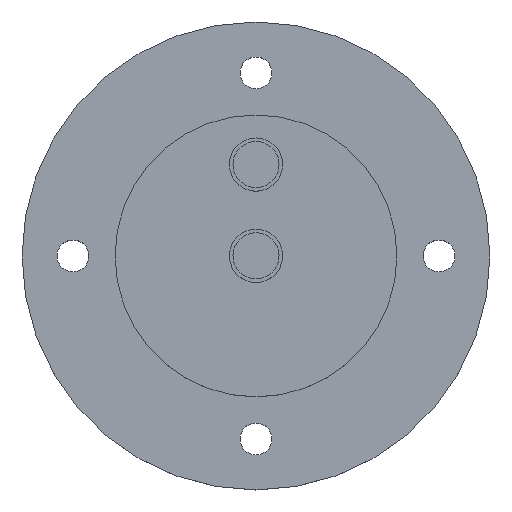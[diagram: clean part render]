
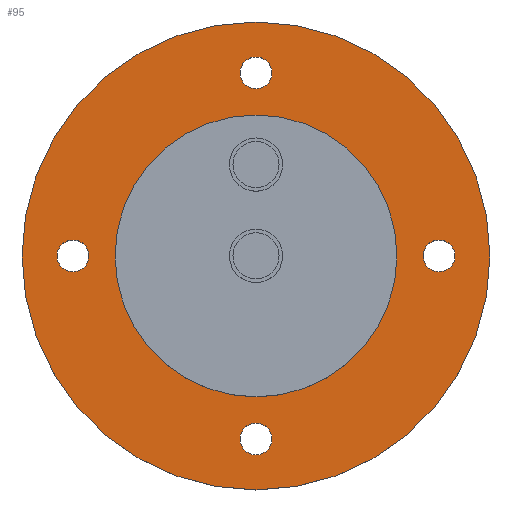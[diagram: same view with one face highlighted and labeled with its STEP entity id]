
A CAD part, top view. The second image highlights one B-rep face of the part: STEP entity #95.
In plain terms, the highlighted planar face has unit normal (0, 0, 1).
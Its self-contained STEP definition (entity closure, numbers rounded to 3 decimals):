
#55 = CIRCLE ( 'NONE', #819, 15.9 ) ;
#56 = DIRECTION ( 'NONE',  ( 0., 0., 1. ) ) ;
#59 = ORIENTED_EDGE ( 'NONE', *, *, #452, .F. ) ;
#67 = EDGE_LOOP ( 'NONE', ( #1494, #608 ) ) ;
#75 = DIRECTION ( 'NONE',  ( 1., 0., 0. ) ) ;
#78 = CARTESIAN_POINT ( 'NONE',  ( 20.65, 1.8, 37.8 ) ) ;
#93 = DIRECTION ( 'NONE',  ( 0., 0., 1. ) ) ;
#95 = ADVANCED_FACE ( 'NONE', ( #346, #1341, #992, #310, #1654, #1294 ), #1684, .T. ) ;
#108 = DIRECTION ( 'NONE',  ( 0., -1., 0. ) ) ;
#119 = CARTESIAN_POINT ( 'NONE',  ( 0., 0., 37.8 ) ) ;
#122 = CARTESIAN_POINT ( 'NONE',  ( 1.8, -20.65, 37.8 ) ) ;
#123 = CARTESIAN_POINT ( 'NONE',  ( 0., -20.65, 37.8 ) ) ;
#128 = AXIS2_PLACEMENT_3D ( 'NONE', #614, #170, #108 ) ;
#156 = EDGE_CURVE ( 'NONE', #1193, #236, #869, .T. ) ;
#170 = DIRECTION ( 'NONE',  ( 0., 0., 1. ) ) ;
#231 = EDGE_LOOP ( 'NONE', ( #1332, #320 ) ) ;
#236 = VERTEX_POINT ( 'NONE', #679 ) ;
#243 = CARTESIAN_POINT ( 'NONE',  ( 0., -20.65, 37.8 ) ) ;
#253 = VERTEX_POINT ( 'NONE', #597 ) ;
#255 = ORIENTED_EDGE ( 'NONE', *, *, #1342, .F. ) ;
#257 = CARTESIAN_POINT ( 'NONE',  ( 1.8, 20.65, 37.8 ) ) ;
#258 = VERTEX_POINT ( 'NONE', #78 ) ;
#260 = DIRECTION ( 'NONE',  ( -1., 0., 0. ) ) ;
#284 = ORIENTED_EDGE ( 'NONE', *, *, #1621, .F. ) ;
#292 = AXIS2_PLACEMENT_3D ( 'NONE', #123, #1034, #260 ) ;
#310 = FACE_BOUND ( 'NONE', #723, .T. ) ;
#313 = EDGE_CURVE ( 'NONE', #480, #1117, #1357, .T. ) ;
#320 = ORIENTED_EDGE ( 'NONE', *, *, #1528, .F. ) ;
#346 = FACE_BOUND ( 'NONE', #708, .T. ) ;
#347 = DIRECTION ( 'NONE',  ( 1., 0., 0. ) ) ;
#376 = DIRECTION ( 'NONE',  ( -1., 0., 0. ) ) ;
#379 = ORIENTED_EDGE ( 'NONE', *, *, #156, .T. ) ;
#412 = DIRECTION ( 'NONE',  ( 0., 0., 1. ) ) ;
#450 = VERTEX_POINT ( 'NONE', #1003 ) ;
#452 = EDGE_CURVE ( 'NONE', #253, #495, #545, .T. ) ;
#475 = CARTESIAN_POINT ( 'NONE',  ( 0., 0., 37.8 ) ) ;
#480 = VERTEX_POINT ( 'NONE', #502 ) ;
#495 = VERTEX_POINT ( 'NONE', #122 ) ;
#502 = CARTESIAN_POINT ( 'NONE',  ( -20.65, -1.8, 37.8 ) ) ;
#519 = AXIS2_PLACEMENT_3D ( 'NONE', #714, #1636, #846 ) ;
#545 = CIRCLE ( 'NONE', #583, 1.8 ) ;
#556 = VERTEX_POINT ( 'NONE', #664 ) ;
#575 = AXIS2_PLACEMENT_3D ( 'NONE', #836, #56, #963 ) ;
#578 = VERTEX_POINT ( 'NONE', #797 ) ;
#583 = AXIS2_PLACEMENT_3D ( 'NONE', #243, #1139, #376 ) ;
#597 = CARTESIAN_POINT ( 'NONE',  ( -1.8, -20.65, 37.8 ) ) ;
#605 = DIRECTION ( 'NONE',  ( 1., 0., 0. ) ) ;
#608 = ORIENTED_EDGE ( 'NONE', *, *, #313, .F. ) ;
#610 = AXIS2_PLACEMENT_3D ( 'NONE', #119, #1114, #347 ) ;
#614 = CARTESIAN_POINT ( 'NONE',  ( 20.65, 0., 37.8 ) ) ;
#620 = EDGE_CURVE ( 'NONE', #578, #1680, #1614, .T. ) ;
#660 = CIRCLE ( 'NONE', #1031, 15.9 ) ;
#664 = CARTESIAN_POINT ( 'NONE',  ( 15.9, 0., 37.8 ) ) ;
#669 = CIRCLE ( 'NONE', #1511, 26.4 ) ;
#671 = DIRECTION ( 'NONE',  ( 0., 0., 1. ) ) ;
#679 = CARTESIAN_POINT ( 'NONE',  ( 26.4, 0., 37.8 ) ) ;
#695 = DIRECTION ( 'NONE',  ( 0., 0., 1. ) ) ;
#703 = VERTEX_POINT ( 'NONE', #1179 ) ;
#708 = EDGE_LOOP ( 'NONE', ( #284, #255 ) ) ;
#714 = CARTESIAN_POINT ( 'NONE',  ( -20.65, 0., 37.8 ) ) ;
#722 = EDGE_LOOP ( 'NONE', ( #379, #1076 ) ) ;
#723 = EDGE_LOOP ( 'NONE', ( #1105, #1391 ) ) ;
#731 = CARTESIAN_POINT ( 'NONE',  ( 0., 0., 37.8 ) ) ;
#760 = EDGE_CURVE ( 'NONE', #450, #556, #55, .T. ) ;
#797 = CARTESIAN_POINT ( 'NONE',  ( -1.8, 20.65, 37.8 ) ) ;
#798 = EDGE_CURVE ( 'NONE', #236, #1193, #669, .T. ) ;
#819 = AXIS2_PLACEMENT_3D ( 'NONE', #1642, #853, #75 ) ;
#836 = CARTESIAN_POINT ( 'NONE',  ( -20.65, 0., 37.8 ) ) ;
#846 = DIRECTION ( 'NONE',  ( 0., 1., 0. ) ) ;
#853 = DIRECTION ( 'NONE',  ( 0., 0., 1. ) ) ;
#857 = DIRECTION ( 'NONE',  ( 1., 0., 0. ) ) ;
#869 = CIRCLE ( 'NONE', #960, 26.4 ) ;
#873 = CARTESIAN_POINT ( 'NONE',  ( 0., 0., 37.8 ) ) ;
#875 = EDGE_CURVE ( 'NONE', #1117, #480, #1228, .T. ) ;
#955 = CARTESIAN_POINT ( 'NONE',  ( -20.65, 1.8, 37.8 ) ) ;
#960 = AXIS2_PLACEMENT_3D ( 'NONE', #873, #93, #1001 ) ;
#963 = DIRECTION ( 'NONE',  ( 0., 1., 0. ) ) ;
#977 = CIRCLE ( 'NONE', #1066, 1.8 ) ;
#992 = FACE_BOUND ( 'NONE', #67, .T. ) ;
#1001 = DIRECTION ( 'NONE',  ( 1., 0., 0. ) ) ;
#1003 = CARTESIAN_POINT ( 'NONE',  ( -15.9, 0., 37.8 ) ) ;
#1031 = AXIS2_PLACEMENT_3D ( 'NONE', #731, #1646, #857 ) ;
#1034 = DIRECTION ( 'NONE',  ( 0., 0., 1. ) ) ;
#1066 = AXIS2_PLACEMENT_3D ( 'NONE', #1181, #412, #1308 ) ;
#1076 = ORIENTED_EDGE ( 'NONE', *, *, #798, .T. ) ;
#1105 = ORIENTED_EDGE ( 'NONE', *, *, #1318, .F. ) ;
#1114 = DIRECTION ( 'NONE',  ( 0., 0., 1. ) ) ;
#1117 = VERTEX_POINT ( 'NONE', #955 ) ;
#1139 = DIRECTION ( 'NONE',  ( 0., 0., 1. ) ) ;
#1179 = CARTESIAN_POINT ( 'NONE',  ( 20.65, -1.8, 37.8 ) ) ;
#1181 = CARTESIAN_POINT ( 'NONE',  ( 0., 20.65, 37.8 ) ) ;
#1193 = VERTEX_POINT ( 'NONE', #1677 ) ;
#1209 = ORIENTED_EDGE ( 'NONE', *, *, #1234, .F. ) ;
#1217 = CIRCLE ( 'NONE', #128, 1.8 ) ;
#1228 = CIRCLE ( 'NONE', #519, 1.8 ) ;
#1234 = EDGE_CURVE ( 'NONE', #495, #253, #1451, .T. ) ;
#1294 = FACE_BOUND ( 'NONE', #231, .T. ) ;
#1308 = DIRECTION ( 'NONE',  ( 1., 0., 0. ) ) ;
#1318 = EDGE_CURVE ( 'NONE', #1680, #578, #977, .T. ) ;
#1327 = AXIS2_PLACEMENT_3D ( 'NONE', #1448, #671, #1586 ) ;
#1332 = ORIENTED_EDGE ( 'NONE', *, *, #760, .F. ) ;
#1341 = FACE_BOUND ( 'NONE', #1480, .T. ) ;
#1342 = EDGE_CURVE ( 'NONE', #258, #703, #1638, .T. ) ;
#1357 = CIRCLE ( 'NONE', #575, 1.8 ) ;
#1384 = DIRECTION ( 'NONE',  ( 0., 0., 1. ) ) ;
#1391 = ORIENTED_EDGE ( 'NONE', *, *, #620, .F. ) ;
#1448 = CARTESIAN_POINT ( 'NONE',  ( 20.65, 0., 37.8 ) ) ;
#1451 = CIRCLE ( 'NONE', #292, 1.8 ) ;
#1470 = CARTESIAN_POINT ( 'NONE',  ( 0., 20.65, 37.8 ) ) ;
#1480 = EDGE_LOOP ( 'NONE', ( #59, #1209 ) ) ;
#1494 = ORIENTED_EDGE ( 'NONE', *, *, #875, .F. ) ;
#1511 = AXIS2_PLACEMENT_3D ( 'NONE', #475, #1384, #605 ) ;
#1528 = EDGE_CURVE ( 'NONE', #556, #450, #660, .T. ) ;
#1586 = DIRECTION ( 'NONE',  ( 0., -1., 0. ) ) ;
#1610 = DIRECTION ( 'NONE',  ( 1., 0., 0. ) ) ;
#1614 = CIRCLE ( 'NONE', #1637, 1.8 ) ;
#1621 = EDGE_CURVE ( 'NONE', #703, #258, #1217, .T. ) ;
#1636 = DIRECTION ( 'NONE',  ( 0., 0., 1. ) ) ;
#1637 = AXIS2_PLACEMENT_3D ( 'NONE', #1470, #695, #1610 ) ;
#1638 = CIRCLE ( 'NONE', #1327, 1.8 ) ;
#1642 = CARTESIAN_POINT ( 'NONE',  ( 0., 0., 37.8 ) ) ;
#1646 = DIRECTION ( 'NONE',  ( 0., 0., 1. ) ) ;
#1654 = FACE_OUTER_BOUND ( 'NONE', #722, .T. ) ;
#1677 = CARTESIAN_POINT ( 'NONE',  ( -26.4, 0., 37.8 ) ) ;
#1680 = VERTEX_POINT ( 'NONE', #257 ) ;
#1684 = PLANE ( 'NONE',  #610 ) ;
